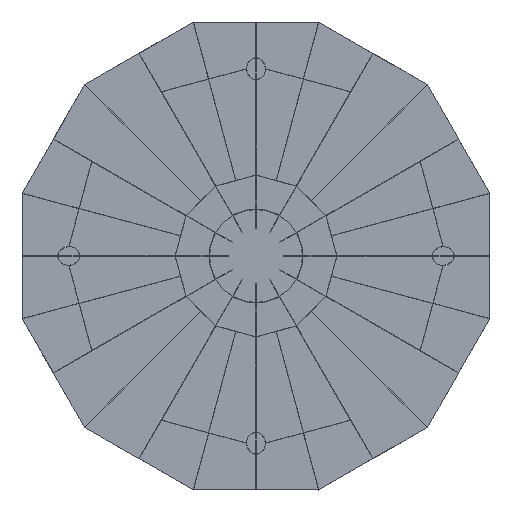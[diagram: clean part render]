
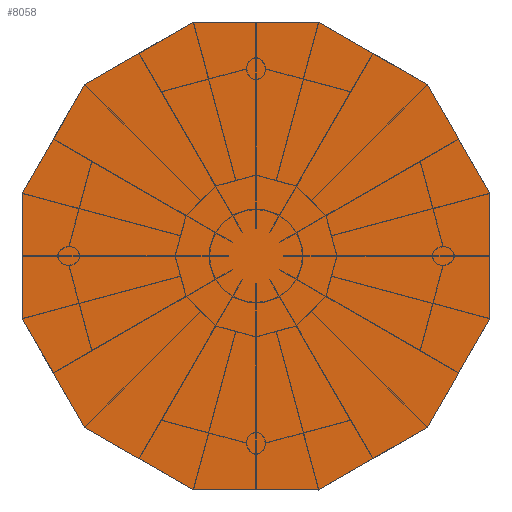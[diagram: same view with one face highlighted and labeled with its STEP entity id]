
A CAD part, front view. The second image highlights one B-rep face of the part: STEP entity #8058.
In plain terms, the highlighted planar face has unit normal (0, -1, 0).
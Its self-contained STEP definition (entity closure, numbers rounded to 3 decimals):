
#2446 = LINE ( 'NONE', #35805, #47990 ) ;
#2627 = VERTEX_POINT ( 'NONE', #7053 ) ;
#2745 = DIRECTION ( 'NONE',  ( -0.866, 0., -0.5 ) ) ;
#3092 = ORIENTED_EDGE ( 'NONE', *, *, #37566, .F. ) ;
#3097 = CARTESIAN_POINT ( 'NONE',  ( -15000., 0., 4019.238 ) ) ;
#3147 = ORIENTED_EDGE ( 'NONE', *, *, #15344, .F. ) ;
#4824 = CARTESIAN_POINT ( 'NONE',  ( 20490.381, 0., -5490.381 ) ) ;
#5118 = CARTESIAN_POINT ( 'NONE',  ( 10980.762, 0., 10980.762 ) ) ;
#6700 = DIRECTION ( 'NONE',  ( 0., 0., -1. ) ) ;
#7053 = CARTESIAN_POINT ( 'NONE',  ( 4019.238, 0., -15000. ) ) ;
#7079 = ORIENTED_EDGE ( 'NONE', *, *, #21988, .F. ) ;
#7576 = ORIENTED_EDGE ( 'NONE', *, *, #42150, .F. ) ;
#7961 = LINE ( 'NONE', #26996, #31867 ) ;
#8058 = ADVANCED_FACE ( 'NONE', ( #28534 ), #14497, .F. ) ;
#8487 = VERTEX_POINT ( 'NONE', #29620 ) ;
#8834 = VECTOR ( 'NONE', #11117, 1000. ) ;
#10952 = LINE ( 'NONE', #29982, #38035 ) ;
#11117 = DIRECTION ( 'NONE',  ( 0.866, 0., 0.5 ) ) ;
#12423 = VERTEX_POINT ( 'NONE', #31330 ) ;
#13593 = VECTOR ( 'NONE', #32578, 1000. ) ;
#14497 = PLANE ( 'NONE',  #53184 ) ;
#15344 = EDGE_CURVE ( 'NONE', #22569, #28491, #32885, .T. ) ;
#15758 = CARTESIAN_POINT ( 'NONE',  ( 15000., 0., 4019.238 ) ) ;
#16123 = EDGE_CURVE ( 'NONE', #45921, #59044, #32425, .T. ) ;
#16979 = VECTOR ( 'NONE', #42289, 1000. ) ;
#17022 = LINE ( 'NONE', #21402, #8834 ) ;
#18725 = ORIENTED_EDGE ( 'NONE', *, *, #28336, .F. ) ;
#19517 = LINE ( 'NONE', #57565, #16979 ) ;
#20087 = ORIENTED_EDGE ( 'NONE', *, *, #35780, .F. ) ;
#20182 = ORIENTED_EDGE ( 'NONE', *, *, #41053, .F. ) ;
#21222 = VECTOR ( 'NONE', #46304, 1000. ) ;
#21402 = CARTESIAN_POINT ( 'NONE',  ( -10980.762, 0., 10980.762 ) ) ;
#21615 = VECTOR ( 'NONE', #47090, 1000. ) ;
#21988 = EDGE_CURVE ( 'NONE', #8487, #58930, #7961, .T. ) ;
#22090 = VERTEX_POINT ( 'NONE', #42887 ) ;
#22569 = VERTEX_POINT ( 'NONE', #32994 ) ;
#23376 = CARTESIAN_POINT ( 'NONE',  ( -4019.238, 0., -15000. ) ) ;
#23535 = LINE ( 'NONE', #51606, #21222 ) ;
#23662 = CARTESIAN_POINT ( 'NONE',  ( 4019.238, 0., 15000. ) ) ;
#23890 = EDGE_CURVE ( 'NONE', #59044, #8487, #19517, .T. ) ;
#25014 = CARTESIAN_POINT ( 'NONE',  ( 4019.238, 0., -15000. ) ) ;
#25117 = LINE ( 'NONE', #15758, #60992 ) ;
#25650 = VECTOR ( 'NONE', #34344, 1000. ) ;
#25658 = EDGE_CURVE ( 'NONE', #58930, #22090, #10952, .T. ) ;
#26691 = EDGE_CURVE ( 'NONE', #42960, #22569, #23535, .T. ) ;
#26941 = VERTEX_POINT ( 'NONE', #45256 ) ;
#26996 = CARTESIAN_POINT ( 'NONE',  ( -15000., 0., -4019.238 ) ) ;
#28336 = EDGE_CURVE ( 'NONE', #28491, #55608, #25117, .T. ) ;
#28491 = VERTEX_POINT ( 'NONE', #45963 ) ;
#28534 = FACE_OUTER_BOUND ( 'NONE', #54474, .T. ) ;
#28842 = DIRECTION ( 'NONE',  ( 0., 1., 0. ) ) ;
#28937 = CARTESIAN_POINT ( 'NONE',  ( 15000., 0., -4019.238 ) ) ;
#29327 = ORIENTED_EDGE ( 'NONE', *, *, #16123, .F. ) ;
#29620 = CARTESIAN_POINT ( 'NONE',  ( -15000., 0., -4019.238 ) ) ;
#29982 = CARTESIAN_POINT ( 'NONE',  ( -15000., 0., 4019.238 ) ) ;
#31330 = CARTESIAN_POINT ( 'NONE',  ( -4019.238, 0., 15000. ) ) ;
#31867 = VECTOR ( 'NONE', #55077, 1000. ) ;
#32425 = LINE ( 'NONE', #55817, #21615 ) ;
#32578 = DIRECTION ( 'NONE',  ( 0.5, 0., -0.866 ) ) ;
#32654 = VECTOR ( 'NONE', #33277, 1000. ) ;
#32885 = LINE ( 'NONE', #5118, #13593 ) ;
#32954 = CARTESIAN_POINT ( 'NONE',  ( 15000., 0., -4019.238 ) ) ;
#32994 = CARTESIAN_POINT ( 'NONE',  ( 10980.762, 0., 10980.762 ) ) ;
#33277 = DIRECTION ( 'NONE',  ( -0.5, 0., -0.866 ) ) ;
#33520 = DIRECTION ( 'NONE',  ( 0., 0., 1. ) ) ;
#34344 = DIRECTION ( 'NONE',  ( 1., 0., 0. ) ) ;
#35233 = ORIENTED_EDGE ( 'NONE', *, *, #26691, .F. ) ;
#35780 = EDGE_CURVE ( 'NONE', #12423, #42960, #46831, .T. ) ;
#35805 = CARTESIAN_POINT ( 'NONE',  ( 10980.762, 0., -10980.762 ) ) ;
#36389 = EDGE_CURVE ( 'NONE', #55608, #26941, #47921, .T. ) ;
#37566 = EDGE_CURVE ( 'NONE', #22090, #12423, #17022, .T. ) ;
#38035 = VECTOR ( 'NONE', #53995, 1000. ) ;
#40124 = VECTOR ( 'NONE', #47789, 1000. ) ;
#41053 = EDGE_CURVE ( 'NONE', #26941, #2627, #2446, .T. ) ;
#41424 = ORIENTED_EDGE ( 'NONE', *, *, #23890, .F. ) ;
#42150 = EDGE_CURVE ( 'NONE', #2627, #45921, #49023, .T. ) ;
#42289 = DIRECTION ( 'NONE',  ( -0.5, 0., 0.866 ) ) ;
#42887 = CARTESIAN_POINT ( 'NONE',  ( -10980.762, 0., 10980.762 ) ) ;
#42960 = VERTEX_POINT ( 'NONE', #23662 ) ;
#45256 = CARTESIAN_POINT ( 'NONE',  ( 10980.762, 0., -10980.762 ) ) ;
#45921 = VERTEX_POINT ( 'NONE', #23376 ) ;
#45963 = CARTESIAN_POINT ( 'NONE',  ( 15000., 0., 4019.238 ) ) ;
#46304 = DIRECTION ( 'NONE',  ( 0.866, 0., -0.5 ) ) ;
#46831 = LINE ( 'NONE', #48683, #25650 ) ;
#47090 = DIRECTION ( 'NONE',  ( -0.866, 0., 0.5 ) ) ;
#47789 = DIRECTION ( 'NONE',  ( -1., 0., 0. ) ) ;
#47830 = ORIENTED_EDGE ( 'NONE', *, *, #36389, .F. ) ;
#47921 = LINE ( 'NONE', #32954, #32654 ) ;
#47990 = VECTOR ( 'NONE', #2745, 1000. ) ;
#48683 = CARTESIAN_POINT ( 'NONE',  ( -4019.238, 0., 15000. ) ) ;
#49023 = LINE ( 'NONE', #25014, #40124 ) ;
#51606 = CARTESIAN_POINT ( 'NONE',  ( 4019.238, 0., 15000. ) ) ;
#52331 = ORIENTED_EDGE ( 'NONE', *, *, #25658, .F. ) ;
#53184 = AXIS2_PLACEMENT_3D ( 'NONE', #4824, #28842, #33520 ) ;
#53995 = DIRECTION ( 'NONE',  ( 0.5, 0., 0.866 ) ) ;
#54474 = EDGE_LOOP ( 'NONE', ( #3147, #35233, #20087, #3092, #52331, #7079, #41424, #29327, #7576, #20182, #47830, #18725 ) ) ;
#55077 = DIRECTION ( 'NONE',  ( 0., 0., 1. ) ) ;
#55608 = VERTEX_POINT ( 'NONE', #28937 ) ;
#55817 = CARTESIAN_POINT ( 'NONE',  ( -4019.238, 0., -15000. ) ) ;
#57048 = CARTESIAN_POINT ( 'NONE',  ( -10980.762, 0., -10980.762 ) ) ;
#57565 = CARTESIAN_POINT ( 'NONE',  ( -10980.762, 0., -10980.762 ) ) ;
#58930 = VERTEX_POINT ( 'NONE', #3097 ) ;
#59044 = VERTEX_POINT ( 'NONE', #57048 ) ;
#60992 = VECTOR ( 'NONE', #6700, 1000. ) ;
